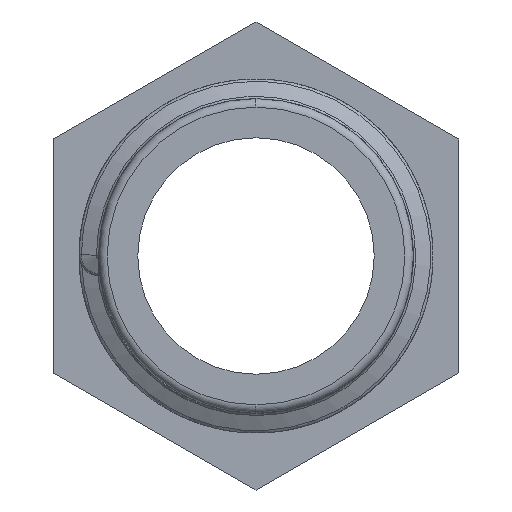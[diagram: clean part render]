
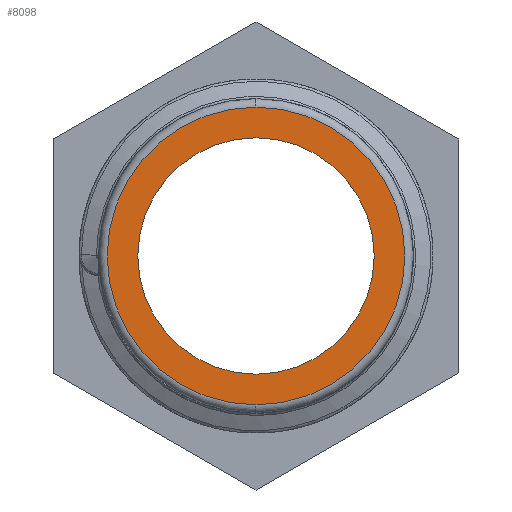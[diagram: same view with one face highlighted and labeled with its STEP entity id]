
A CAD part, left-side view. The second image highlights one B-rep face of the part: STEP entity #8098.
In plain terms, the highlighted planar face has unit normal (-1, 0, 0).
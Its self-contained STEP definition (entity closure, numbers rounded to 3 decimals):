
#41 = CIRCLE ( 'NONE', #42, 8.816 ) ;
#42 = AXIS2_PLACEMENT_3D ( 'NONE', #3054, #3055, #3056 ) ;
#54 = CIRCLE ( 'NONE', #58, 7. ) ;
#58 = AXIS2_PLACEMENT_3D ( 'NONE', #3074, #3075, #3076 ) ;
#136 = CIRCLE ( 'NONE', #139, 7. ) ;
#138 = CIRCLE ( 'NONE', #141, 8.816 ) ;
#139 = AXIS2_PLACEMENT_3D ( 'NONE', #2236, #2237, #2238 ) ;
#141 = AXIS2_PLACEMENT_3D ( 'NONE', #2241, #2242, #2243 ) ;
#210 = AXIS2_PLACEMENT_3D ( 'NONE', #9067, #9074, #9075 ) ;
#2236 = CARTESIAN_POINT ( 'NONE',  ( -38., 0., 0. ) ) ;
#2237 = DIRECTION ( 'NONE',  ( -1., 0., 0. ) ) ;
#2238 = DIRECTION ( 'NONE',  ( 0., 0., 1. ) ) ;
#2241 = CARTESIAN_POINT ( 'NONE',  ( -38., 0., 0. ) ) ;
#2242 = DIRECTION ( 'NONE',  ( -1., 0., 0. ) ) ;
#2243 = DIRECTION ( 'NONE',  ( 0., 0., -1. ) ) ;
#2777 = VERTEX_POINT ( 'NONE', #2813 ) ;
#2781 = VERTEX_POINT ( 'NONE', #2817 ) ;
#2787 = VERTEX_POINT ( 'NONE', #2823 ) ;
#2793 = VERTEX_POINT ( 'NONE', #2829 ) ;
#2813 = CARTESIAN_POINT ( 'NONE',  ( -38., 0., 7. ) ) ;
#2817 = CARTESIAN_POINT ( 'NONE',  ( -38., 0., 8.816 ) ) ;
#2823 = CARTESIAN_POINT ( 'NONE',  ( -38., 0., -8.816 ) ) ;
#2829 = CARTESIAN_POINT ( 'NONE',  ( -38., 0., -7. ) ) ;
#3054 = CARTESIAN_POINT ( 'NONE',  ( -38., 0., 0. ) ) ;
#3055 = DIRECTION ( 'NONE',  ( -1., 0., 0. ) ) ;
#3056 = DIRECTION ( 'NONE',  ( 0., 0., -1. ) ) ;
#3074 = CARTESIAN_POINT ( 'NONE',  ( -38., 0., 0. ) ) ;
#3075 = DIRECTION ( 'NONE',  ( -1., 0., 0. ) ) ;
#3076 = DIRECTION ( 'NONE',  ( 0., 0., 1. ) ) ;
#6124 = EDGE_CURVE ( 'NONE', #2781, #2787, #41, .T. ) ;
#6130 = EDGE_CURVE ( 'NONE', #2793, #2777, #54, .T. ) ;
#6252 = ORIENTED_EDGE ( 'NONE', *, *, #6130, .F. ) ;
#6253 = ORIENTED_EDGE ( 'NONE', *, *, #8032, .F. ) ;
#6254 = ORIENTED_EDGE ( 'NONE', *, *, #6124, .T. ) ;
#6255 = ORIENTED_EDGE ( 'NONE', *, *, #8033, .T. ) ;
#6579 = EDGE_LOOP ( 'NONE', ( #6253, #6252 ) ) ;
#6606 = EDGE_LOOP ( 'NONE', ( #6255, #6254 ) ) ;
#8032 = EDGE_CURVE ( 'NONE', #2777, #2793, #136, .T. ) ;
#8033 = EDGE_CURVE ( 'NONE', #2787, #2781, #138, .T. ) ;
#8098 = ADVANCED_FACE ( 'NONE', ( #9071, #9064 ), #9072, .F. ) ;
#9064 = FACE_BOUND ( 'NONE', #6579, .T. ) ;
#9067 = CARTESIAN_POINT ( 'NONE',  ( -38., 7., 0. ) ) ;
#9071 = FACE_OUTER_BOUND ( 'NONE', #6606, .T. ) ;
#9072 = PLANE ( 'NONE',  #210 ) ;
#9074 = DIRECTION ( 'NONE',  ( 1., 0., 0. ) ) ;
#9075 = DIRECTION ( 'NONE',  ( 0., 0., -1. ) ) ;
